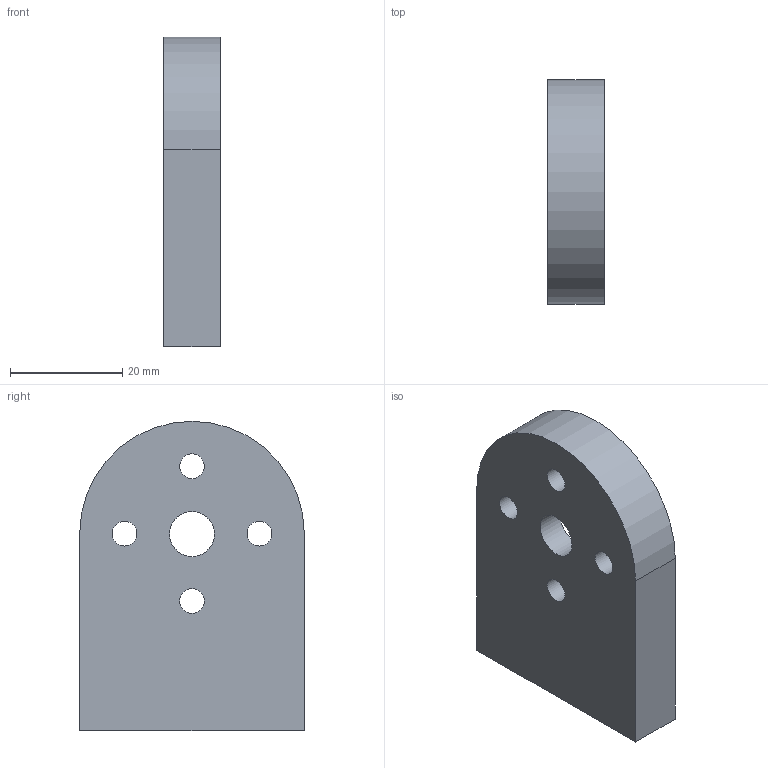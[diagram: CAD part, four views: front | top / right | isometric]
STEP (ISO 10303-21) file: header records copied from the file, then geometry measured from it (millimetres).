
FILE_DESCRIPTION(('FreeCAD Model'),'2;1');
FILE_NAME('camera_plateform_side1.step','2021-02-05T11:52:54',( 'Author'),(''),'Open CASCADE STEP processor 7.3','FreeCAD','Unknown' );
FILE_SCHEMA(('AUTOMOTIVE_DESIGN { 1 0 10303 214 1 1 1 1 }'));
Length unit declared in the file: millimetre
Products named in the file (1): Body
Bounding box: 10 x 40 x 55.08 mm (x, y, z)
Volume: 14037.2 mm3; surface area: 7478.8 mm2
Topology: 1 solids, 1 shells, 19 faces, 43 edges, 28 vertices
Faces by surface type: cylinder 10, plane 7, cone 2
Full cylindrical faces by diameter (mm): 4.4 x4, 5.5 x2, 8 x1, 12 x1, 32 x1
Entity records: 572 total; most frequent: DIRECTION 101, CARTESIAN_POINT 89, ORIENTED_EDGE 82, EDGE_CURVE 41, AXIS2_PLACEMENT_3D 40, FACE_BOUND 33, EDGE_LOOP 33, VERTEX_POINT 28
